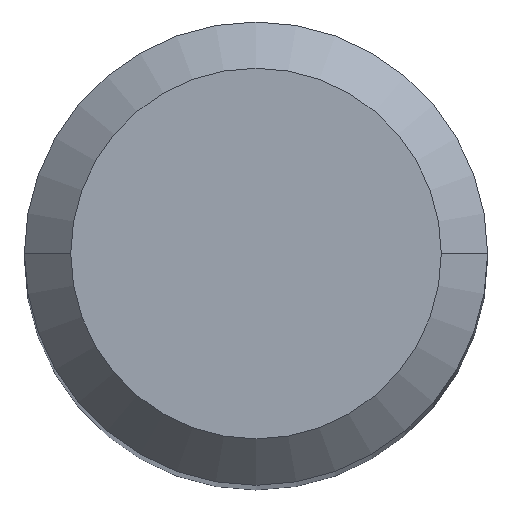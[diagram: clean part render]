
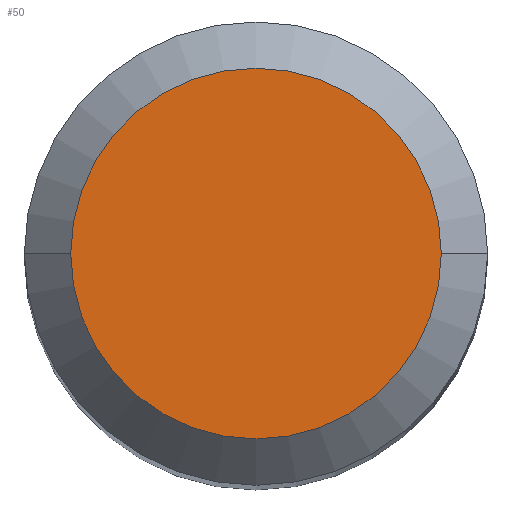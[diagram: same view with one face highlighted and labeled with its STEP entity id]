
A CAD part, top view. The second image highlights one B-rep face of the part: STEP entity #50.
In plain terms, the highlighted planar face has unit normal (0, 0, 1).
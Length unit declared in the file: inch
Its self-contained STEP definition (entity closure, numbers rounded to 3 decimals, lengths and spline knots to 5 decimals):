
#23 = EDGE_LOOP ( 'NONE', ( #144, #308 ) ) ;
#50 = ADVANCED_FACE ( 'NONE', ( #152 ), #150, .F. ) ;
#76 = EDGE_CURVE ( 'NONE', #454, #349, #165, .T. ) ;
#119 = DIRECTION ( 'NONE',  ( 1., 0., 0. ) ) ;
#128 = DIRECTION ( 'NONE',  ( 0., 0., 1. ) ) ;
#144 = ORIENTED_EDGE ( 'NONE', *, *, #475, .T. ) ;
#150 = PLANE ( 'NONE',  #499 ) ;
#152 = FACE_OUTER_BOUND ( 'NONE', #23, .T. ) ;
#165 = CIRCLE ( 'NONE', #182, 0.126 ) ;
#182 = AXIS2_PLACEMENT_3D ( 'NONE', #360, #128, #119 ) ;
#276 = CIRCLE ( 'NONE', #363, 0.126 ) ;
#303 = DIRECTION ( 'NONE',  ( 0., 0., 1. ) ) ;
#308 = ORIENTED_EDGE ( 'NONE', *, *, #76, .T. ) ;
#311 = DIRECTION ( 'NONE',  ( 0., 0., -1. ) ) ;
#341 = CARTESIAN_POINT ( 'NONE',  ( 0., 0., 0. ) ) ;
#349 = VERTEX_POINT ( 'NONE', #408 ) ;
#360 = CARTESIAN_POINT ( 'NONE',  ( 0., 0., 0. ) ) ;
#363 = AXIS2_PLACEMENT_3D ( 'NONE', #341, #303, #463 ) ;
#383 = CARTESIAN_POINT ( 'NONE',  ( 0., 0., 0. ) ) ;
#408 = CARTESIAN_POINT ( 'NONE',  ( -0.126, 0., 0. ) ) ;
#433 = CARTESIAN_POINT ( 'NONE',  ( 0.126, 0., 0. ) ) ;
#454 = VERTEX_POINT ( 'NONE', #433 ) ;
#463 = DIRECTION ( 'NONE',  ( 1., 0., 0. ) ) ;
#468 = DIRECTION ( 'NONE',  ( -1., 0., 0. ) ) ;
#475 = EDGE_CURVE ( 'NONE', #349, #454, #276, .T. ) ;
#499 = AXIS2_PLACEMENT_3D ( 'NONE', #383, #311, #468 ) ;
